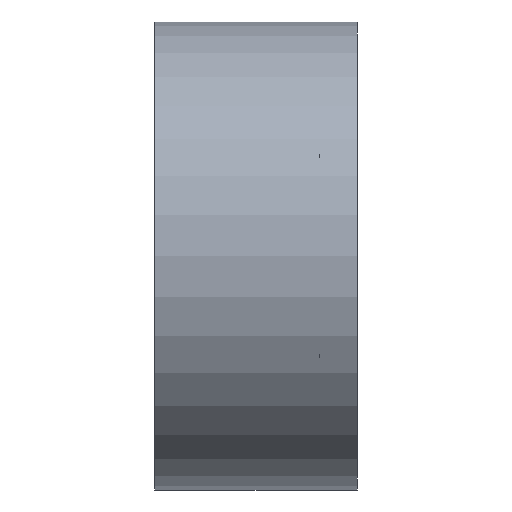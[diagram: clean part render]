
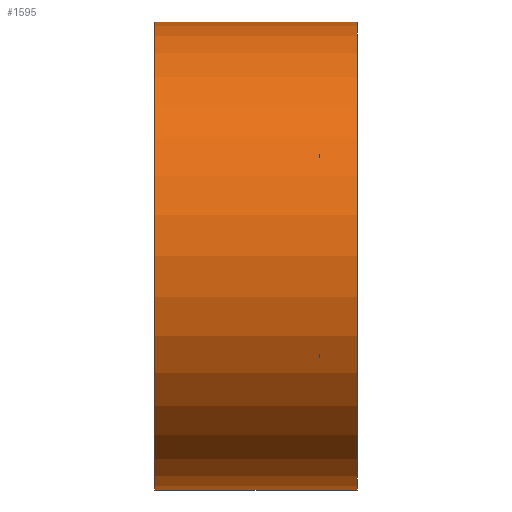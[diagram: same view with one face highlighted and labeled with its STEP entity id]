
A CAD part, left-side view. The second image highlights one B-rep face of the part: STEP entity #1595.
In plain terms, the highlighted cylindrical face has radius 37.05 mm (diameter 74.1 mm), a partial arc.
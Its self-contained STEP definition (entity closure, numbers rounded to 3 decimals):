
#316 = VECTOR ( 'NONE', #9991, 1000. ) ;
#428 = ORIENTED_EDGE ( 'NONE', *, *, #10340, .F. ) ;
#487 = DIRECTION ( 'NONE',  ( 0., 0., 1. ) ) ;
#775 = DIRECTION ( 'NONE',  ( 0., 0., 1. ) ) ;
#1595 = ADVANCED_FACE ( 'NONE', ( #3973 ), #5871, .T. ) ;
#1793 = EDGE_CURVE ( 'NONE', #2367, #2226, #8550, .T. ) ;
#2226 = VERTEX_POINT ( 'NONE', #11960 ) ;
#2367 = VERTEX_POINT ( 'NONE', #9351 ) ;
#2726 = DIRECTION ( 'NONE',  ( 0., 1., 0. ) ) ;
#3476 = VERTEX_POINT ( 'NONE', #6162 ) ;
#3973 = FACE_OUTER_BOUND ( 'NONE', #5455, .T. ) ;
#4035 = DIRECTION ( 'NONE',  ( 0., 0., 1. ) ) ;
#4246 = ORIENTED_EDGE ( 'NONE', *, *, #5453, .T. ) ;
#4429 = LINE ( 'NONE', #12108, #316 ) ;
#4654 = DIRECTION ( 'NONE',  ( 0., 1., 0. ) ) ;
#4760 = CIRCLE ( 'NONE', #8394, 37.05 ) ;
#4775 = VECTOR ( 'NONE', #4654, 1000. ) ;
#5251 = ORIENTED_EDGE ( 'NONE', *, *, #1793, .F. ) ;
#5431 = CARTESIAN_POINT ( 'NONE',  ( 0., -18., -38.55 ) ) ;
#5453 = EDGE_CURVE ( 'NONE', #10342, #3476, #4760, .T. ) ;
#5455 = EDGE_LOOP ( 'NONE', ( #428, #4246, #8917, #5251 ) ) ;
#5871 = CYLINDRICAL_SURFACE ( 'NONE', #11590, 37.05 ) ;
#6162 = CARTESIAN_POINT ( 'NONE',  ( 0., -18., 35.55 ) ) ;
#6247 = DIRECTION ( 'NONE',  ( 0., 1., 0. ) ) ;
#6673 = CARTESIAN_POINT ( 'NONE',  ( 0., -117.293, 35.55 ) ) ;
#7133 = CARTESIAN_POINT ( 'NONE',  ( 0., -18., -1.5 ) ) ;
#7401 = EDGE_CURVE ( 'NONE', #3476, #2226, #9455, .T. ) ;
#8394 = AXIS2_PLACEMENT_3D ( 'NONE', #7133, #6247, #487 ) ;
#8550 = CIRCLE ( 'NONE', #11992, 37.05 ) ;
#8917 = ORIENTED_EDGE ( 'NONE', *, *, #7401, .T. ) ;
#9351 = CARTESIAN_POINT ( 'NONE',  ( 0., 14., -38.55 ) ) ;
#9367 = CARTESIAN_POINT ( 'NONE',  ( 0., 14., -1.5 ) ) ;
#9455 = LINE ( 'NONE', #6673, #4775 ) ;
#9735 = DIRECTION ( 'NONE',  ( 0., 1., 0. ) ) ;
#9991 = DIRECTION ( 'NONE',  ( 0., 1., 0. ) ) ;
#10340 = EDGE_CURVE ( 'NONE', #10342, #2367, #4429, .T. ) ;
#10342 = VERTEX_POINT ( 'NONE', #5431 ) ;
#11583 = CARTESIAN_POINT ( 'NONE',  ( 0., -117.293, -1.5 ) ) ;
#11590 = AXIS2_PLACEMENT_3D ( 'NONE', #11583, #9735, #4035 ) ;
#11960 = CARTESIAN_POINT ( 'NONE',  ( 0., 14., 35.55 ) ) ;
#11992 = AXIS2_PLACEMENT_3D ( 'NONE', #9367, #2726, #775 ) ;
#12108 = CARTESIAN_POINT ( 'NONE',  ( 0., -117.293, -38.55 ) ) ;
